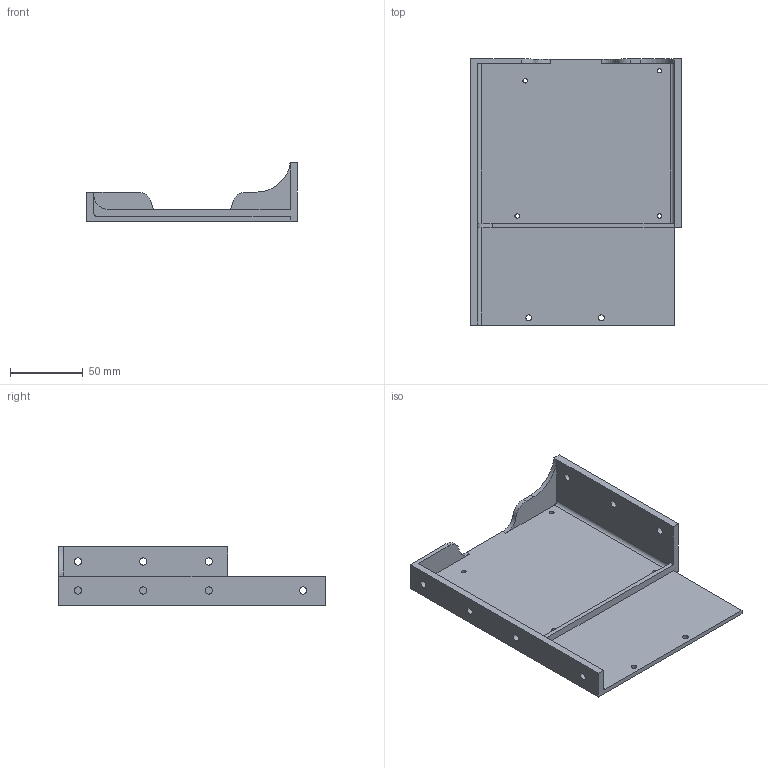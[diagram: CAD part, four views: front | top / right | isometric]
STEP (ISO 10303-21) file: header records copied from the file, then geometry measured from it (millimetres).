
FILE_DESCRIPTION(/* description */ (''),/* implementation_level */ '2;1');
FILE_NAME(/* name */ 'GM_Smoothieboard_V1_mount.step',/* time_stamp */ '2023-10-08T10:08:10-07:00',/* author */ (''),/* organization */ (''),/* preprocessor_version */ 'ST-DEVELOPER v20',/* originating_system */ 'Autodesk Translation Framework v12.14.0.127',/* authorisation */ '');
FILE_SCHEMA (('AUTOMOTIVE_DESIGN { 1 0 10303 214 3 1 1 }'));
Length unit declared in the file: millimetre
Products named in the file (1): Smoothieboard_V1_mount
Bounding box: 145 x 183 x 40 mm (x, y, z)
Volume: 121638.5 mm3; surface area: 73959.1 mm2
Topology: 1 solids, 1 shells, 40 faces, 113 edges, 75 vertices
Faces by surface type: cylinder 22, plane 18
Full cylindrical faces by diameter (mm): 3 x4, 4 x2, 5 x7
Entity records: 1398 total; most frequent: DIRECTION 239, CARTESIAN_POINT 229, ORIENTED_EDGE 226, EDGE_CURVE 113, AXIS2_PLACEMENT_3D 85, VERTEX_POINT 75, LINE 69, VECTOR 69
